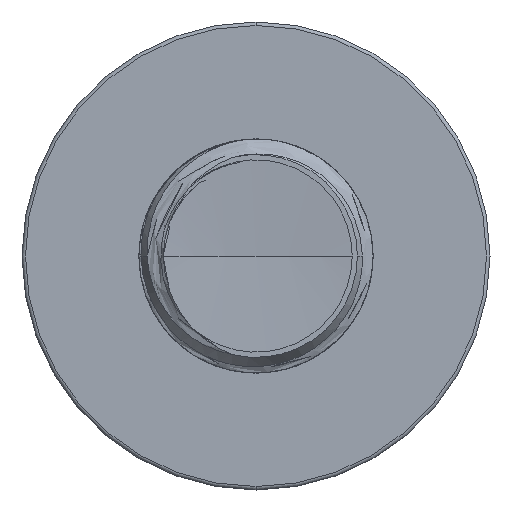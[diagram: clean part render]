
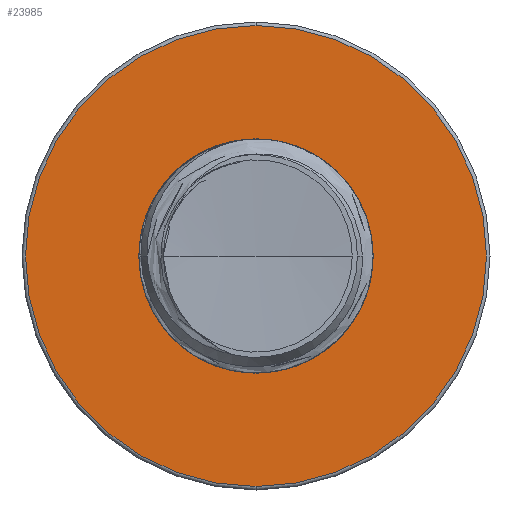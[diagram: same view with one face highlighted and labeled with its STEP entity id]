
A CAD part, front view. The second image highlights one B-rep face of the part: STEP entity #23985.
In plain terms, the highlighted planar face has unit normal (0, -1, 0).
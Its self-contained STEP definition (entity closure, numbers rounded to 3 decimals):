
#747 = DIRECTION ( 'NONE',  ( 0., 0., -1. ) ) ;
#1944 = EDGE_LOOP ( 'NONE', ( #5363, #2023 ) ) ;
#2023 = ORIENTED_EDGE ( 'NONE', *, *, #25113, .F. ) ;
#2154 = EDGE_LOOP ( 'NONE', ( #20319, #11604 ) ) ;
#3138 = CIRCLE ( 'NONE', #25660, 3.447 ) ;
#4624 = CARTESIAN_POINT ( 'NONE',  ( 0., 6., 0. ) ) ;
#4922 = CIRCLE ( 'NONE', #7943, 1.754 ) ;
#5363 = ORIENTED_EDGE ( 'NONE', *, *, #26896, .F. ) ;
#5369 = DIRECTION ( 'NONE',  ( 0., 0., -1. ) ) ;
#5385 = VERTEX_POINT ( 'NONE', #15311 ) ;
#6982 = DIRECTION ( 'NONE',  ( 0., 0., -1. ) ) ;
#7312 = CARTESIAN_POINT ( 'NONE',  ( 0., 6., 0. ) ) ;
#7849 = FACE_BOUND ( 'NONE', #1944, .T. ) ;
#7943 = AXIS2_PLACEMENT_3D ( 'NONE', #4624, #20144, #6982 ) ;
#8190 = VERTEX_POINT ( 'NONE', #18084 ) ;
#8193 = CARTESIAN_POINT ( 'NONE',  ( 0., 6., -1.754 ) ) ;
#8529 = AXIS2_PLACEMENT_3D ( 'NONE', #25994, #14221, #747 ) ;
#9328 = CIRCLE ( 'NONE', #8529, 3.447 ) ;
#9595 = DIRECTION ( 'NONE',  ( 0., -1., 0. ) ) ;
#9660 = DIRECTION ( 'NONE',  ( 0., 0., -1. ) ) ;
#11604 = ORIENTED_EDGE ( 'NONE', *, *, #23547, .T. ) ;
#13550 = AXIS2_PLACEMENT_3D ( 'NONE', #22390, #9595, #24191 ) ;
#14221 = DIRECTION ( 'NONE',  ( 0., -1., 0. ) ) ;
#14509 = CARTESIAN_POINT ( 'NONE',  ( 0., 6., 1.754 ) ) ;
#14804 = VERTEX_POINT ( 'NONE', #8193 ) ;
#15311 = CARTESIAN_POINT ( 'NONE',  ( 0., 6., -3.447 ) ) ;
#15495 = VERTEX_POINT ( 'NONE', #18810 ) ;
#18084 = CARTESIAN_POINT ( 'NONE',  ( 0., 6., 1.754 ) ) ;
#18724 = DIRECTION ( 'NONE',  ( 0., -1., 0. ) ) ;
#18810 = CARTESIAN_POINT ( 'NONE',  ( 0., 6., 3.447 ) ) ;
#18914 = FACE_OUTER_BOUND ( 'NONE', #2154, .T. ) ;
#20144 = DIRECTION ( 'NONE',  ( 0., -1., 0. ) ) ;
#20319 = ORIENTED_EDGE ( 'NONE', *, *, #23512, .T. ) ;
#21597 = AXIS2_PLACEMENT_3D ( 'NONE', #14509, #18724, #5369 ) ;
#22071 = CIRCLE ( 'NONE', #13550, 1.754 ) ;
#22390 = CARTESIAN_POINT ( 'NONE',  ( 0., 6., 0. ) ) ;
#22440 = DIRECTION ( 'NONE',  ( 0., -1., 0. ) ) ;
#22701 = PLANE ( 'NONE',  #21597 ) ;
#23512 = EDGE_CURVE ( 'NONE', #5385, #15495, #3138, .T. ) ;
#23547 = EDGE_CURVE ( 'NONE', #15495, #5385, #9328, .T. ) ;
#23985 = ADVANCED_FACE ( 'NONE', ( #18914, #7849 ), #22701, .T. ) ;
#24191 = DIRECTION ( 'NONE',  ( 0., 0., -1. ) ) ;
#25113 = EDGE_CURVE ( 'NONE', #8190, #14804, #4922, .T. ) ;
#25660 = AXIS2_PLACEMENT_3D ( 'NONE', #7312, #22440, #9660 ) ;
#25994 = CARTESIAN_POINT ( 'NONE',  ( 0., 6., 0. ) ) ;
#26896 = EDGE_CURVE ( 'NONE', #14804, #8190, #22071, .T. ) ;
